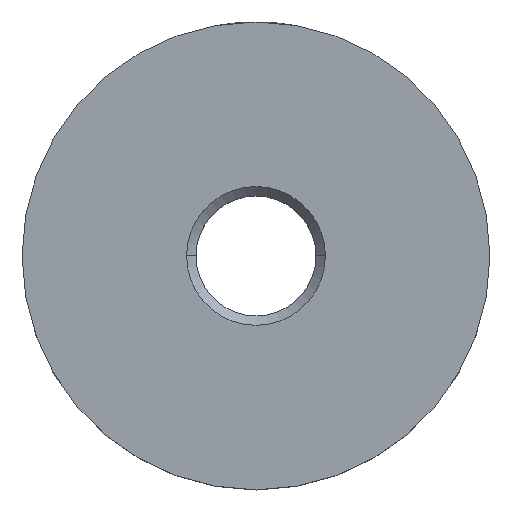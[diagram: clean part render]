
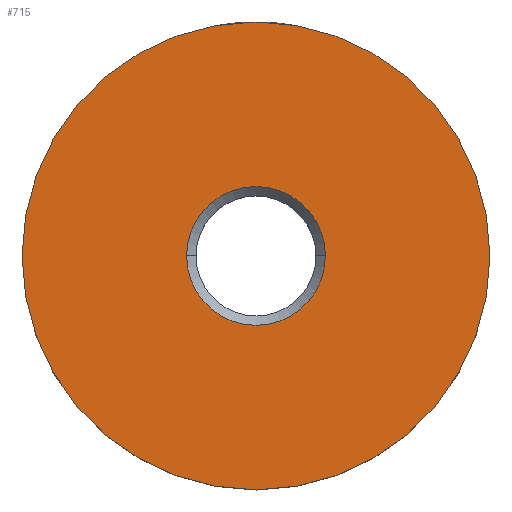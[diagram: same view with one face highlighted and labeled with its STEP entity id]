
A CAD part, top view. The second image highlights one B-rep face of the part: STEP entity #715.
In plain terms, the highlighted planar face has unit normal (0, 0, 1).
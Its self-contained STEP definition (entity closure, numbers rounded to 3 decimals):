
#27 = CARTESIAN_POINT ( 'NONE',  ( 12.475, 0., 8. ) ) ;
#29 = CARTESIAN_POINT ( 'NONE',  ( -3.7, 0., 8. ) ) ;
#30 = CARTESIAN_POINT ( 'NONE',  ( 3.7, 0., 8. ) ) ;
#50 = VERTEX_POINT ( 'NONE', #30 ) ;
#51 = VERTEX_POINT ( 'NONE', #29 ) ;
#53 = VERTEX_POINT ( 'NONE', #27 ) ;
#73 = VERTEX_POINT ( 'NONE', #771 ) ;
#120 = ORIENTED_EDGE ( 'NONE', *, *, #743, .T. ) ;
#121 = ORIENTED_EDGE ( 'NONE', *, *, #761, .T. ) ;
#122 = ORIENTED_EDGE ( 'NONE', *, *, #756, .T. ) ;
#123 = ORIENTED_EDGE ( 'NONE', *, *, #750, .T. ) ;
#166 = EDGE_LOOP ( 'NONE', ( #120, #121 ) ) ;
#179 = EDGE_LOOP ( 'NONE', ( #122, #123 ) ) ;
#238 = AXIS2_PLACEMENT_3D ( 'NONE', #399, #397, #396 ) ;
#241 = CIRCLE ( 'NONE', #257, 12.475 ) ;
#248 = AXIS2_PLACEMENT_3D ( 'NONE', #315, #316, #317 ) ;
#252 = CIRCLE ( 'NONE', #260, 3.7 ) ;
#254 = CIRCLE ( 'NONE', #248, 3.7 ) ;
#257 = AXIS2_PLACEMENT_3D ( 'NONE', #418, #417, #416 ) ;
#259 = CIRCLE ( 'NONE', #238, 12.475 ) ;
#260 = AXIS2_PLACEMENT_3D ( 'NONE', #635, #530, #536 ) ;
#278 = AXIS2_PLACEMENT_3D ( 'NONE', #518, #541, #542 ) ;
#315 = CARTESIAN_POINT ( 'NONE',  ( 0., 0., 8. ) ) ;
#316 = DIRECTION ( 'NONE',  ( 0., 0., -1. ) ) ;
#317 = DIRECTION ( 'NONE',  ( 1., 0., 0. ) ) ;
#396 = DIRECTION ( 'NONE',  ( 1., 0., 0. ) ) ;
#397 = DIRECTION ( 'NONE',  ( 0., 0., 1. ) ) ;
#399 = CARTESIAN_POINT ( 'NONE',  ( 0., 0., 8. ) ) ;
#416 = DIRECTION ( 'NONE',  ( 1., 0., 0. ) ) ;
#417 = DIRECTION ( 'NONE',  ( 0., 0., 1. ) ) ;
#418 = CARTESIAN_POINT ( 'NONE',  ( 0., 0., 8. ) ) ;
#518 = CARTESIAN_POINT ( 'NONE',  ( 0., 0., 8. ) ) ;
#530 = DIRECTION ( 'NONE',  ( 0., 0., -1. ) ) ;
#535 = FACE_BOUND ( 'NONE', #166, .T. ) ;
#536 = DIRECTION ( 'NONE',  ( 1., 0., 0. ) ) ;
#538 = FACE_OUTER_BOUND ( 'NONE', #179, .T. ) ;
#539 = PLANE ( 'NONE',  #278 ) ;
#541 = DIRECTION ( 'NONE',  ( 0., 0., 1. ) ) ;
#542 = DIRECTION ( 'NONE',  ( 1., 0., 0. ) ) ;
#635 = CARTESIAN_POINT ( 'NONE',  ( 0., 0., 8. ) ) ;
#715 = ADVANCED_FACE ( 'NONE', ( #535, #538 ), #539, .T. ) ;
#743 = EDGE_CURVE ( 'NONE', #50, #51, #252, .T. ) ;
#750 = EDGE_CURVE ( 'NONE', #53, #73, #241, .T. ) ;
#756 = EDGE_CURVE ( 'NONE', #73, #53, #259, .T. ) ;
#761 = EDGE_CURVE ( 'NONE', #51, #50, #254, .T. ) ;
#771 = CARTESIAN_POINT ( 'NONE',  ( -12.475, 0., 8. ) ) ;
